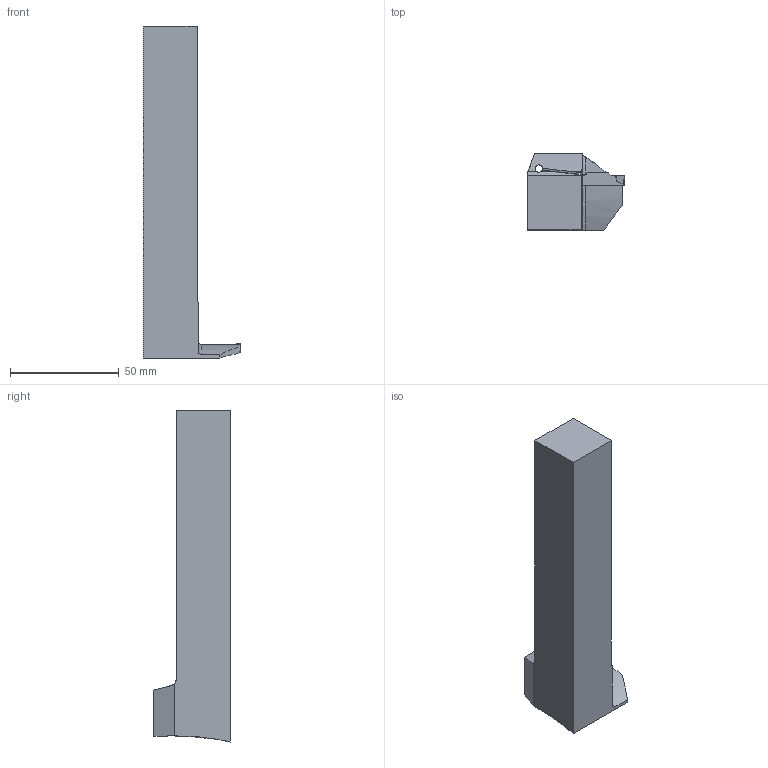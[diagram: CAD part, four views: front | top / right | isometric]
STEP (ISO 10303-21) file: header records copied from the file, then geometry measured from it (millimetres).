
FILE_DESCRIPTION(/* description */ (''),/* implementation_level */ '2;1');
FILE_NAME(/* name */ 'TOOLASSEMBLY_1.STP',/* time_stamp */ '2022-12-22T14:16:46+01:00',/* author */ (''),/* organization */ ('SMS'),/* preprocessor_version */ 'ST-DEVELOPER v16.7',/* originating_system */ 'SIEMENS PLM Software NX 12.0',/* authorisation */ '');
FILE_SCHEMA (('AUTOMOTIVE_DESIGN { 1 0 10303 214 3 1 1 1 }'));
Length unit declared in the file: millimetre
Products named in the file (4): ASSEMBLY_CONSTRUCTION; CUT_20221222141552; NOCUT_20221222141516; TOOLASSEMBLY_1
Assembly tree (3 placements, depth 2):
  TOOLASSEMBLY_1
    NOCUT_20221222141516
    CUT_20221222141552
    ASSEMBLY_CONSTRUCTION
Bounding box: 45 x 35.1 x 152.51 mm (x, y, z)
Volume: 99536.3 mm3; surface area: 19471.3 mm2
Topology: 2 solids, 2 shells, 64 faces, 182 edges, 127 vertices
Faces by surface type: plane 45, cylinder 13, extrusion 4, torus 2
Entity records: 3313 total; most frequent: CARTESIAN_POINT 1467, ORIENTED_EDGE 360, DIRECTION 355, EDGE_CURVE 180, VECTOR 121, VERTEX_POINT 120, LINE 117, AXIS2_PLACEMENT_3D 117
